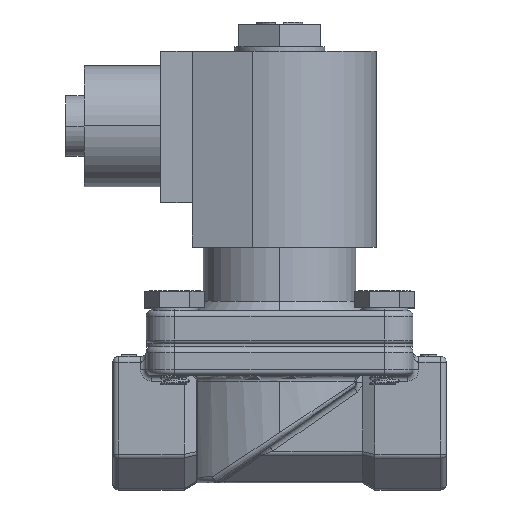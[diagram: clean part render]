
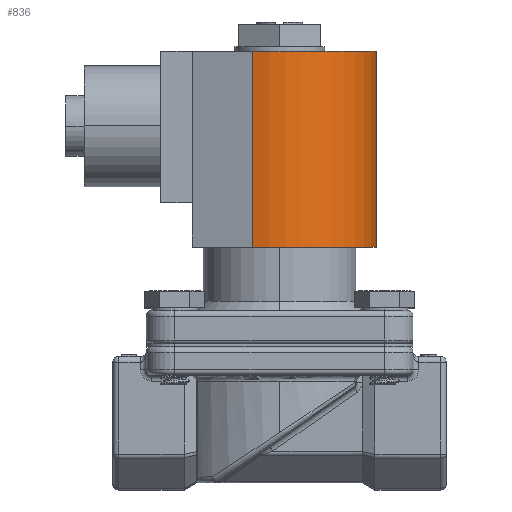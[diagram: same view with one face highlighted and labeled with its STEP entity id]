
A CAD part, top view. The second image highlights one B-rep face of the part: STEP entity #836.
In plain terms, the highlighted cylindrical face has radius 20.32 mm (diameter 40.64 mm), a partial arc.
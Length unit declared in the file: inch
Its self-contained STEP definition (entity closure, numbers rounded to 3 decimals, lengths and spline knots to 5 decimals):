
#539 = DIRECTION ( 'NONE',  ( 0., 1., 0. ) ) ;
#836 = ADVANCED_FACE ( 'Defeatured_0_322', ( #23211 ), #7053, .T. ) ;
#1259 = EDGE_CURVE ( 'Defeatured_0_322+Defeatured_0_323+Defeatured_0_1+Defeatured_0_320', #14054, #5748, #13671, .T. ) ;
#1675 = CARTESIAN_POINT ( 'NONE',  ( -0.22081, 2.416, 0.76892 ) ) ;
#3507 = DIRECTION ( 'NONE',  ( -1., 0., 0. ) ) ;
#4685 = ORIENTED_EDGE ( 'NONE', *, *, #22887, .T. ) ;
#4830 = ORIENTED_EDGE ( 'NONE', *, *, #7719, .F. ) ;
#4918 = VECTOR ( 'NONE', #15846, 39.37008 ) ;
#5356 = AXIS2_PLACEMENT_3D ( 'NONE', #19206, #539, #8660 ) ;
#5483 = CARTESIAN_POINT ( 'NONE',  ( 0.8, 0.796, 0. ) ) ;
#5601 = VERTEX_POINT ( 'NONE', #5483 ) ;
#5748 = VERTEX_POINT ( 'NONE', #17596 ) ;
#5830 = LINE ( 'NONE', #20424, #10301 ) ;
#7053 = CYLINDRICAL_SURFACE ( 'NONE', #10520, 0.8 ) ;
#7719 = EDGE_CURVE ( 'Defeatured_0_1+Defeatured_0_322+Defeatured_0_323+Defeatured_0_321', #14054, #23172, #23126, .T. ) ;
#8660 = DIRECTION ( 'NONE',  ( -1., 0., 0. ) ) ;
#8952 = CARTESIAN_POINT ( 'NONE',  ( 0., 2.416, 0. ) ) ;
#10037 = ORIENTED_EDGE ( 'NONE', *, *, #1259, .T. ) ;
#10301 = VECTOR ( 'NONE', #18267, 39.37008 ) ;
#10520 = AXIS2_PLACEMENT_3D ( 'NONE', #8952, #12885, #21145 ) ;
#12885 = DIRECTION ( 'NONE',  ( 0., -1., 0. ) ) ;
#13671 = LINE ( 'NONE', #18120, #4918 ) ;
#13772 = CIRCLE ( 'NONE', #15505, 0.8 ) ;
#14054 = VERTEX_POINT ( 'NONE', #1675 ) ;
#15505 = AXIS2_PLACEMENT_3D ( 'NONE', #22093, #23707, #3507 ) ;
#15846 = DIRECTION ( 'NONE',  ( 0., -1., 0. ) ) ;
#17596 = CARTESIAN_POINT ( 'NONE',  ( -0.22081, 0.796, 0.76892 ) ) ;
#18021 = EDGE_LOOP ( 'NONE', ( #25888, #4830, #10037, #4685 ) ) ;
#18120 = CARTESIAN_POINT ( 'NONE',  ( -0.22081, 2.416, 0.76892 ) ) ;
#18267 = DIRECTION ( 'NONE',  ( 0., -1., 0. ) ) ;
#19206 = CARTESIAN_POINT ( 'NONE',  ( 0., 2.416, 0. ) ) ;
#19223 = EDGE_CURVE ( 'NONE', #23172, #5601, #5830, .T. ) ;
#20424 = CARTESIAN_POINT ( 'NONE',  ( 0.8, 2.416, 0. ) ) ;
#21145 = DIRECTION ( 'NONE',  ( 1., 0., 0. ) ) ;
#22093 = CARTESIAN_POINT ( 'NONE',  ( 0., 0.796, 0. ) ) ;
#22887 = EDGE_CURVE ( 'Defeatured_0_322+Defeatured_0_320+Defeatured_0_323+Defeatured_0_321', #5748, #5601, #13772, .T. ) ;
#23126 = CIRCLE ( 'NONE', #5356, 0.8 ) ;
#23172 = VERTEX_POINT ( 'NONE', #26407 ) ;
#23211 = FACE_OUTER_BOUND ( 'NONE', #18021, .T. ) ;
#23707 = DIRECTION ( 'NONE',  ( 0., 1., 0. ) ) ;
#25888 = ORIENTED_EDGE ( 'NONE', *, *, #19223, .F. ) ;
#26407 = CARTESIAN_POINT ( 'NONE',  ( 0.8, 2.416, 0. ) ) ;
